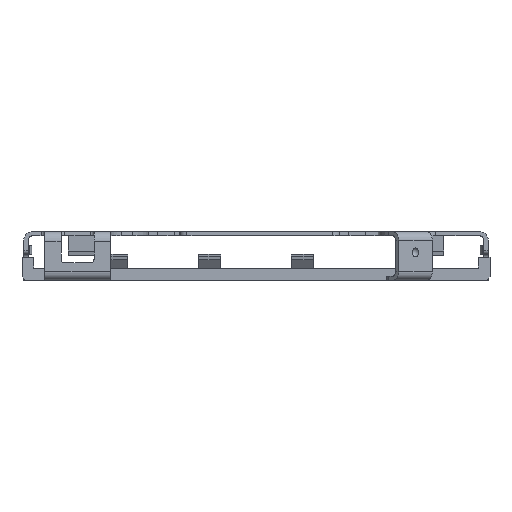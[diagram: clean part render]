
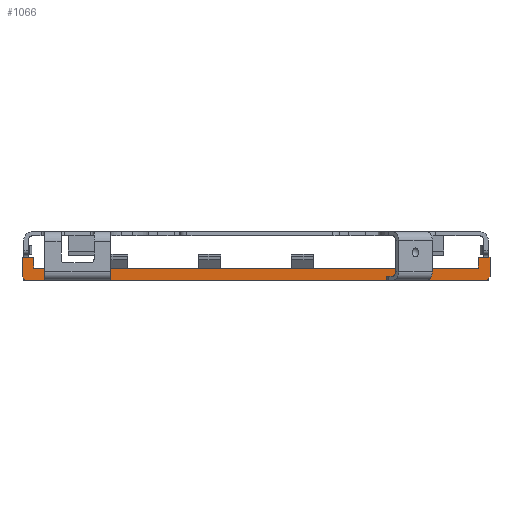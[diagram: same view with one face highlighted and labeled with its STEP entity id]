
A CAD part, left-side view. The second image highlights one B-rep face of the part: STEP entity #1066.
In plain terms, the highlighted planar face has unit normal (-1, 0, 0).
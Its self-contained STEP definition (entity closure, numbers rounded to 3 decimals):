
#474 = VERTEX_POINT('',#475);
#475 = CARTESIAN_POINT('',(-5.12,6.281,
    0.05));
#481 = EDGE_CURVE('',#482,#474,#484,.T.);
#482 = VERTEX_POINT('',#483);
#483 = CARTESIAN_POINT('',(-5.12,-6.319,
    0.05));
#484 = LINE('',#485,#486);
#485 = CARTESIAN_POINT('',(-5.12,-6.319,
    0.05));
#486 = VECTOR('',#487,1.);
#487 = DIRECTION('',(0.,1.,0.));
#849 = VERTEX_POINT('',#850);
#850 = CARTESIAN_POINT('',(-5.12,-6.419,0.68));
#856 = EDGE_CURVE('',#849,#857,#859,.T.);
#857 = VERTEX_POINT('',#858);
#858 = CARTESIAN_POINT('',(-5.12,-6.099,0.68));
#859 = LINE('',#860,#861);
#860 = CARTESIAN_POINT('',(-5.12,-6.419,0.68));
#861 = VECTOR('',#862,1.);
#862 = DIRECTION('',(0.,1.,0.));
#1030 = VERTEX_POINT('',#1031);
#1031 = CARTESIAN_POINT('',(-5.12,-6.419,
    0.15));
#1039 = EDGE_CURVE('',#482,#1030,#1040,.T.);
#1040 = LINE('',#1041,#1042);
#1041 = CARTESIAN_POINT('',(-5.12,-6.319,
    0.05));
#1042 = VECTOR('',#1043,1.);
#1043 = DIRECTION('',(0.,-0.707,
    0.707));
#1053 = EDGE_CURVE('',#1030,#849,#1054,.T.);
#1054 = LINE('',#1055,#1056);
#1055 = CARTESIAN_POINT('',(-5.12,-6.419,
    0.15));
#1056 = VECTOR('',#1057,1.);
#1057 = DIRECTION('',(0.,0.,1.));
#1066 = ADVANCED_FACE('',(#1067),#1119,.T.);
#1067 = FACE_BOUND('',#1068,.F.);
#1068 = EDGE_LOOP('',(#1069,#1070,#1078,#1086,#1094,#1102,#1110,#1116,
    #1117,#1118));
#1069 = ORIENTED_EDGE('',*,*,#481,.T.);
#1070 = ORIENTED_EDGE('',*,*,#1071,.F.);
#1071 = EDGE_CURVE('',#1072,#474,#1074,.T.);
#1072 = VERTEX_POINT('',#1073);
#1073 = CARTESIAN_POINT('',(-5.12,6.381,
    0.15));
#1074 = LINE('',#1075,#1076);
#1075 = CARTESIAN_POINT('',(-5.12,6.381,
    0.15));
#1076 = VECTOR('',#1077,1.);
#1077 = DIRECTION('',(0.,-0.707,
    -0.707));
#1078 = ORIENTED_EDGE('',*,*,#1079,.F.);
#1079 = EDGE_CURVE('',#1080,#1072,#1082,.T.);
#1080 = VERTEX_POINT('',#1081);
#1081 = CARTESIAN_POINT('',(-5.12,6.381,0.68));
#1082 = LINE('',#1083,#1084);
#1083 = CARTESIAN_POINT('',(-5.12,6.381,0.68));
#1084 = VECTOR('',#1085,1.);
#1085 = DIRECTION('',(0.,0.,-1.));
#1086 = ORIENTED_EDGE('',*,*,#1087,.F.);
#1087 = EDGE_CURVE('',#1088,#1080,#1090,.T.);
#1088 = VERTEX_POINT('',#1089);
#1089 = CARTESIAN_POINT('',(-5.12,6.061,0.68));
#1090 = LINE('',#1091,#1092);
#1091 = CARTESIAN_POINT('',(-5.12,6.061,0.68));
#1092 = VECTOR('',#1093,1.);
#1093 = DIRECTION('',(0.,1.,0.));
#1094 = ORIENTED_EDGE('',*,*,#1095,.F.);
#1095 = EDGE_CURVE('',#1096,#1088,#1098,.T.);
#1096 = VERTEX_POINT('',#1097);
#1097 = CARTESIAN_POINT('',(-5.12,6.061,0.39));
#1098 = LINE('',#1099,#1100);
#1099 = CARTESIAN_POINT('',(-5.12,6.061,0.39));
#1100 = VECTOR('',#1101,1.);
#1101 = DIRECTION('',(0.,0.,1.));
#1102 = ORIENTED_EDGE('',*,*,#1103,.F.);
#1103 = EDGE_CURVE('',#1104,#1096,#1106,.T.);
#1104 = VERTEX_POINT('',#1105);
#1105 = CARTESIAN_POINT('',(-5.12,-6.099,
    0.39));
#1106 = LINE('',#1107,#1108);
#1107 = CARTESIAN_POINT('',(-5.12,-6.099,
    0.39));
#1108 = VECTOR('',#1109,1.);
#1109 = DIRECTION('',(0.,1.,0.));
#1110 = ORIENTED_EDGE('',*,*,#1111,.F.);
#1111 = EDGE_CURVE('',#857,#1104,#1112,.T.);
#1112 = LINE('',#1113,#1114);
#1113 = CARTESIAN_POINT('',(-5.12,-6.099,0.68));
#1114 = VECTOR('',#1115,1.);
#1115 = DIRECTION('',(0.,0.,-1.));
#1116 = ORIENTED_EDGE('',*,*,#856,.F.);
#1117 = ORIENTED_EDGE('',*,*,#1053,.F.);
#1118 = ORIENTED_EDGE('',*,*,#1039,.F.);
#1119 = PLANE('',#1120);
#1120 = AXIS2_PLACEMENT_3D('',#1121,#1122,#1123);
#1121 = CARTESIAN_POINT('',(-5.12,1.971,
    0.27));
#1122 = DIRECTION('',(-1.,0.,0.));
#1123 = DIRECTION('',(0.,-1.,0.));
